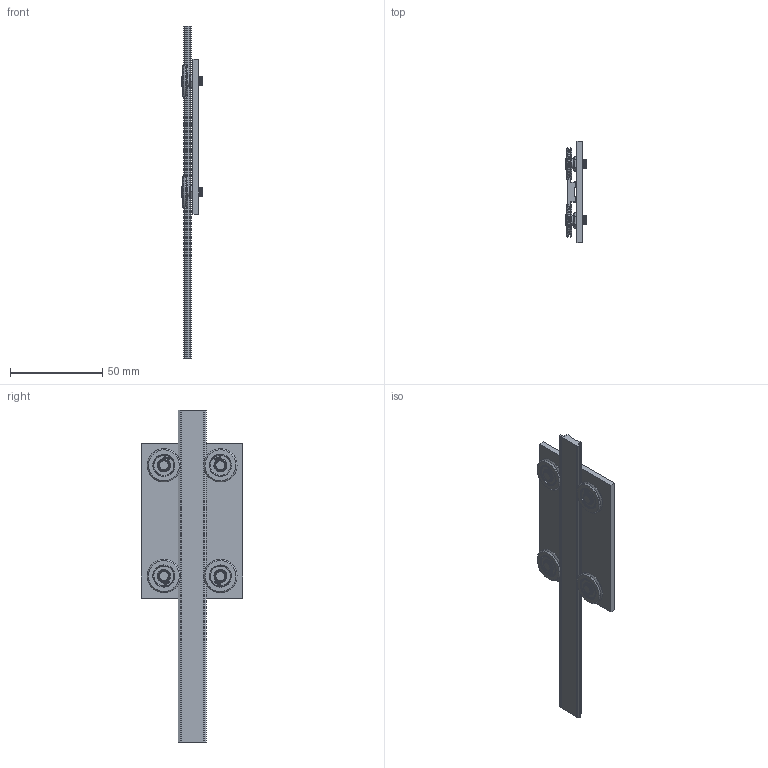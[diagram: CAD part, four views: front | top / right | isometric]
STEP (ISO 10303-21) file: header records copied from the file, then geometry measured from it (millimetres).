
FILE_DESCRIPTION(('FreeCAD Model'),'2;1');
FILE_NAME('Open CASCADE Shape Model','2025-05-02T02:55:09',('FreeCAD'),( 'FreeCAD'),'Open CASCADE STEP processor 7.6','FreeCAD','Unknown');
FILE_SCHEMA(('AUTOMOTIVE_DESIGN { 1 0 10303 214 1 1 1 1 }'));
Products named in the file (1): Open CASCADE STEP translator 7.6 1
Bounding box: 11.85 x 54.66 x 179.5 mm (x, y, z)
Volume: 24704.5 mm3; surface area: 22882.8 mm2
Topology: 23 solids, 23 shells, 1596 faces, 4175 edges, 2746 vertices
Faces by surface type: bspline 1596
Entity records: 62397 total; most frequent: CARTESIAN_POINT 36781, ORIENTED_EDGE 8350, EDGE_CURVE 4175, B_SPLINE_CURVE_WITH_KNOTS 3857, VERTEX_POINT 2746, FACE_BOUND 1759, EDGE_LOOP 1759, ADVANCED_FACE 1596
